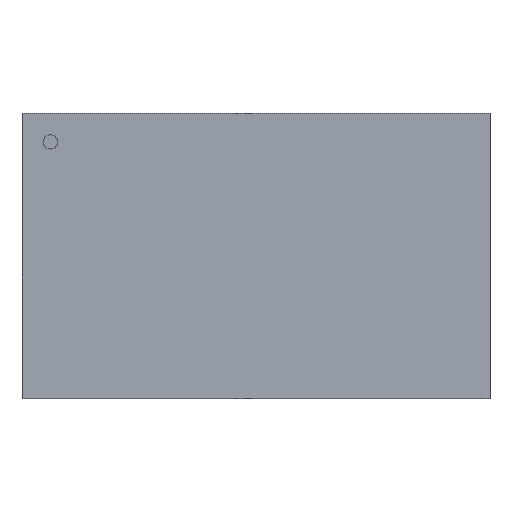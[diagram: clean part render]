
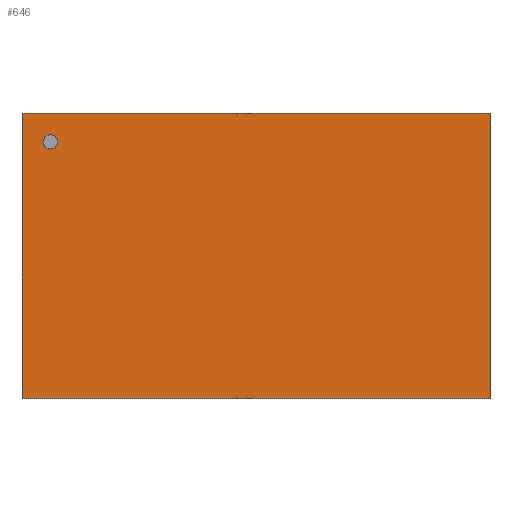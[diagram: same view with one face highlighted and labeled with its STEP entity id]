
A CAD part, top view. The second image highlights one B-rep face of the part: STEP entity #646.
In plain terms, the highlighted planar face has unit normal (0, 0, 1).
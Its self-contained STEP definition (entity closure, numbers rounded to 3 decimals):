
#422=CARTESIAN_POINT('',(1.168,-0.711,0.686));
#421=VERTEX_POINT('',#422);
#432=CARTESIAN_POINT('',(-1.168,-0.711,0.686));
#431=VERTEX_POINT('',#432);
#430=EDGE_CURVE('',#431,#421,#435,.T.);
#435=LINE('',#432,#437);
#437=VECTOR('',#438,2.337);
#438=DIRECTION('',(1.0,0.0,0.0));
#471=CARTESIAN_POINT('',(1.168,0.711,0.686));
#470=VERTEX_POINT('',#471);
#479=EDGE_CURVE('',#421,#470,#484,.T.);
#484=LINE('',#422,#486);
#486=VECTOR('',#487,1.422);
#487=DIRECTION('',(0.0,1.0,0.0));
#520=CARTESIAN_POINT('',(-1.168,0.711,0.686));
#519=VERTEX_POINT('',#520);
#528=EDGE_CURVE('',#470,#519,#533,.T.);
#533=LINE('',#471,#535);
#535=VECTOR('',#536,2.337);
#536=DIRECTION('',(-1.0,0.0,0.0));
#577=EDGE_CURVE('',#519,#431,#582,.T.);
#582=LINE('',#520,#584);
#584=VECTOR('',#585,1.422);
#585=DIRECTION('',(0.0,-1.0,0.0));
#646=ADVANCED_FACE('',(#652),#647,.T.);
#647=PLANE('',#648);
#648=AXIS2_PLACEMENT_3D('',#649,#650,#651);
#649=CARTESIAN_POINT('',(-1.168,-0.711,0.686));
#650=DIRECTION('',(0.0,0.0,1.0));
#651=DIRECTION('',(0.,1.,0.));
#652=FACE_OUTER_BOUND('',#653,.T.);
#653=EDGE_LOOP('',(#654,#664,#674,#684));
#654=ORIENTED_EDGE('',*,*,#430,.T.);
#664=ORIENTED_EDGE('',*,*,#479,.T.);
#674=ORIENTED_EDGE('',*,*,#528,.T.);
#684=ORIENTED_EDGE('',*,*,#577,.T.);
